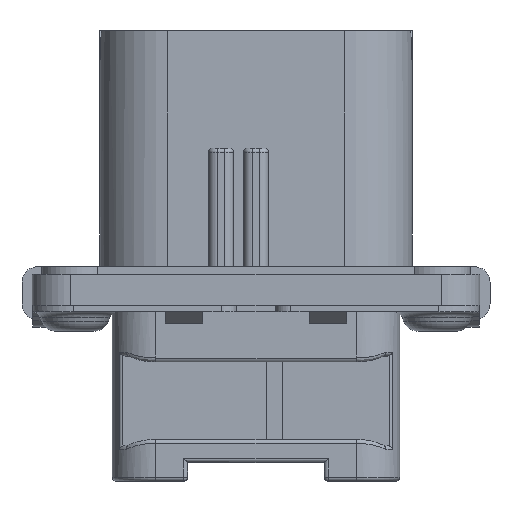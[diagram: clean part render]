
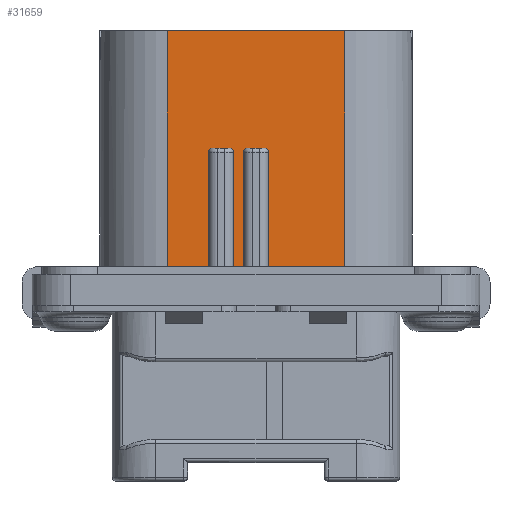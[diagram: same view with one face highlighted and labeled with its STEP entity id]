
A CAD part, front view. The second image highlights one B-rep face of the part: STEP entity #31659.
In plain terms, the highlighted planar face has unit normal (0, -1, 0).
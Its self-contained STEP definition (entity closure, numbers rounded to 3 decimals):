
#1253=DIRECTION('',(1.,0.,0.));
#1254=VECTOR('',#1253,4.9);
#1255=CARTESIAN_POINT('',(0.8,-9.,2.));
#1256=LINE('',#1255,#1254);
#1347=CARTESIAN_POINT('',(-1.69,-9.,9.87));
#1348=DIRECTION('',(0.,1.,0.));
#1349=DIRECTION('',(0.,0.,1.));
#1350=AXIS2_PLACEMENT_3D('',#1347,#1348,#1349);
#1360=DIRECTION('',(0.,0.,1.));
#1361=VECTOR('',#1360,7.87);
#1362=CARTESIAN_POINT('',(-1.44,-9.,2.));
#1363=LINE('',#1362,#1361);
#1364=DIRECTION('',(1.,0.,0.));
#1365=VECTOR('',#1364,1.1);
#1366=CARTESIAN_POINT('',(-2.79,-9.,10.12));
#1367=LINE('',#1366,#1365);
#1368=DIRECTION('',(0.,0.,1.));
#1369=VECTOR('',#1368,7.87);
#1370=CARTESIAN_POINT('',(-3.04,-9.,2.));
#1371=LINE('',#1370,#1369);
#1372=DIRECTION('',(0.,0.,-1.));
#1373=VECTOR('',#1372,15.67);
#1374=CARTESIAN_POINT('',(-5.7,-9.,17.67));
#1375=LINE('',#1374,#1373);
#1376=DIRECTION('',(0.,0.,-1.));
#1377=VECTOR('',#1376,15.67);
#1378=CARTESIAN_POINT('',(5.7,-9.,17.67));
#1379=LINE('',#1378,#1377);
#1380=DIRECTION('',(0.,0.,1.));
#1381=VECTOR('',#1380,7.87);
#1382=CARTESIAN_POINT('',(0.8,-9.,2.));
#1383=LINE('',#1382,#1381);
#1384=DIRECTION('',(1.,0.,0.));
#1385=VECTOR('',#1384,1.1);
#1386=CARTESIAN_POINT('',(-0.55,-9.,10.12));
#1387=LINE('',#1386,#1385);
#1388=DIRECTION('',(0.,0.,1.));
#1389=VECTOR('',#1388,7.87);
#1390=CARTESIAN_POINT('',(-0.8,-9.,2.));
#1391=LINE('',#1390,#1389);
#1392=CARTESIAN_POINT('',(-2.79,-9.,9.87));
#1393=DIRECTION('',(0.,1.,0.));
#1394=DIRECTION('',(-1.,0.,0.));
#1395=AXIS2_PLACEMENT_3D('',#1392,#1393,#1394);
#1428=DIRECTION('',(1.,0.,0.));
#1429=VECTOR('',#1428,2.66);
#1430=CARTESIAN_POINT('',(-5.7,-9.,2.));
#1431=LINE('',#1430,#1429);
#2663=DIRECTION('',(1.,0.,0.));
#2664=VECTOR('',#2663,11.4);
#2665=CARTESIAN_POINT('',(-5.7,-9.,17.67));
#2666=LINE('',#2665,#2664);
#24299=CARTESIAN_POINT('',(0.55,-9.,9.87));
#24300=DIRECTION('',(0.,1.,0.));
#24301=DIRECTION('',(0.,0.,1.));
#24302=AXIS2_PLACEMENT_3D('',#24299,#24300,#24301);
#24359=DIRECTION('',(1.,0.,0.));
#24360=VECTOR('',#24359,0.64);
#24361=CARTESIAN_POINT('',(-1.44,-9.,2.));
#24362=LINE('',#24361,#24360);
#24390=CARTESIAN_POINT('',(-0.55,-9.,9.87));
#24391=DIRECTION('',(0.,1.,0.));
#24392=DIRECTION('',(-1.,0.,0.));
#24393=AXIS2_PLACEMENT_3D('',#24390,#24391,#24392);
#24589=CARTESIAN_POINT('',(-5.7,-9.,17.67));
#24590=CARTESIAN_POINT('',(-5.7,-9.,2.));
#24591=VERTEX_POINT('',#24589);
#24592=VERTEX_POINT('',#24590);
#24593=CARTESIAN_POINT('',(5.7,-9.,17.67));
#24594=CARTESIAN_POINT('',(5.7,-9.,2.));
#24595=VERTEX_POINT('',#24593);
#24596=VERTEX_POINT('',#24594);
#26520=CARTESIAN_POINT('',(-3.04,-9.,2.));
#26521=VERTEX_POINT('',#26520);
#26522=CARTESIAN_POINT('',(-1.44,-9.,2.));
#26523=CARTESIAN_POINT('',(-0.8,-9.,2.));
#26524=VERTEX_POINT('',#26522);
#26525=VERTEX_POINT('',#26523);
#26526=CARTESIAN_POINT('',(0.8,-9.,2.));
#26527=VERTEX_POINT('',#26526);
#26617=CARTESIAN_POINT('',(-1.44,-9.,9.87));
#26619=VERTEX_POINT('',#26617);
#26621=CARTESIAN_POINT('',(-1.69,-9.,10.12));
#26623=VERTEX_POINT('',#26621);
#26636=CARTESIAN_POINT('',(-2.79,-9.,10.12));
#26637=VERTEX_POINT('',#26636);
#26638=CARTESIAN_POINT('',(-3.04,-9.,9.87));
#26639=VERTEX_POINT('',#26638);
#26641=CARTESIAN_POINT('',(0.8,-9.,9.87));
#26643=VERTEX_POINT('',#26641);
#26645=CARTESIAN_POINT('',(0.55,-9.,10.12));
#26647=VERTEX_POINT('',#26645);
#26660=CARTESIAN_POINT('',(-0.55,-9.,10.12));
#26661=VERTEX_POINT('',#26660);
#26662=CARTESIAN_POINT('',(-0.8,-9.,9.87));
#26663=VERTEX_POINT('',#26662);
#31624=CARTESIAN_POINT('',(-10.05,-9.,2.));
#31625=DIRECTION('',(0.,-1.,0.));
#31626=DIRECTION('',(1.,0.,0.));
#31627=AXIS2_PLACEMENT_3D('',#31624,#31625,#31626);
#31628=PLANE('',#31627);
#31629=ORIENTED_EDGE('',*,*,#31615,.T.);
#31630=ORIENTED_EDGE('',*,*,#31604,.F.);
#31631=ORIENTED_EDGE('',*,*,#31589,.F.);
#31633=ORIENTED_EDGE('',*,*,#31632,.F.);
#31635=ORIENTED_EDGE('',*,*,#31634,.F.);
#31637=ORIENTED_EDGE('',*,*,#31636,.F.);
#31639=ORIENTED_EDGE('',*,*,#31638,.F.);
#31641=ORIENTED_EDGE('',*,*,#31640,.T.);
#31643=ORIENTED_EDGE('',*,*,#31642,.T.);
#31644=ORIENTED_EDGE('',*,*,#31506,.F.);
#31646=ORIENTED_EDGE('',*,*,#31645,.T.);
#31648=ORIENTED_EDGE('',*,*,#31647,.F.);
#31650=ORIENTED_EDGE('',*,*,#31649,.F.);
#31652=ORIENTED_EDGE('',*,*,#31651,.F.);
#31654=ORIENTED_EDGE('',*,*,#31653,.F.);
#31656=ORIENTED_EDGE('',*,*,#31655,.F.);
#31657=EDGE_LOOP('',(#31629,#31630,#31631,#31633,#31635,#31637,#31639,#31641,
#31643,#31644,#31646,#31648,#31650,#31652,#31654,#31656));
#31658=FACE_OUTER_BOUND('',#31657,.F.);
#31659=ADVANCED_FACE('',(#31658),#31628,.T.);
#1351=CIRCLE('',#1350,0.25);
#1396=CIRCLE('',#1395,0.25);
#24303=CIRCLE('',#24302,0.25);
#24394=CIRCLE('',#24393,0.25);
#31506=EDGE_CURVE('',#26527,#24596,#1256,.T.);
#31589=EDGE_CURVE('',#26637,#26623,#1367,.T.);
#31604=EDGE_CURVE('',#26623,#26619,#1351,.T.);
#31615=EDGE_CURVE('',#26524,#26619,#1363,.T.);
#31632=EDGE_CURVE('',#26639,#26637,#1396,.T.);
#31634=EDGE_CURVE('',#26521,#26639,#1371,.T.);
#31636=EDGE_CURVE('',#24592,#26521,#1431,.T.);
#31638=EDGE_CURVE('',#24591,#24592,#1375,.T.);
#31640=EDGE_CURVE('',#24591,#24595,#2666,.T.);
#31642=EDGE_CURVE('',#24595,#24596,#1379,.T.);
#31645=EDGE_CURVE('',#26527,#26643,#1383,.T.);
#31647=EDGE_CURVE('',#26647,#26643,#24303,.T.);
#31649=EDGE_CURVE('',#26661,#26647,#1387,.T.);
#31651=EDGE_CURVE('',#26663,#26661,#24394,.T.);
#31653=EDGE_CURVE('',#26525,#26663,#1391,.T.);
#31655=EDGE_CURVE('',#26524,#26525,#24362,.T.);
